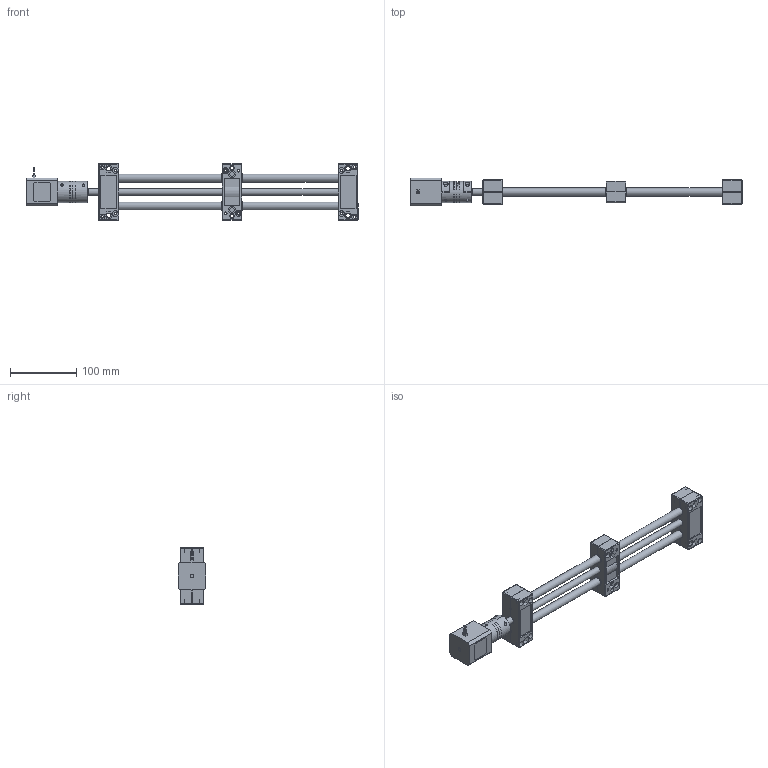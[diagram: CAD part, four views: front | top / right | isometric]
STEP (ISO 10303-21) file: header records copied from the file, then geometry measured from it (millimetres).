
FILE_DESCRIPTION(/* description */ ('','CAx-IF Rec.Pracs.---Representation and Presentation of Product Manufacturing Information (PMI)---4.0---2014-10-13'),/* implementation_level */ '2;1');
FILE_NAME(/* name */ 'Linear_guide_rail v10.step',/* time_stamp */ '2025-01-19T14:20:59Z',/* author */ (''),/* organization */ (''),/* preprocessor_version */ 'ST-DEVELOPER v20',/* originating_system */ 'Autodesk Translation Framework v13.20.0.188',/* authorisation */ '');
FILE_SCHEMA (('AP242_MANAGED_MODEL_BASED_3D_ENGINEERING_MIM_LF { 1 0 10303 442 1 1 4 }'));
Length unit declared in the file: millimetre
Products named in the file (7): Linear_guide_rail; SHTP-01-12-300-150(AWM); SHTP-01-12-300-P3; SHTP-01-12-300-P2; SHTP-01-12-P1; HPC - DBC6; 85000-170043
Assembly tree (6 placements, depth 3):
  Linear_guide_rail
    SHTP-01-12-300-150(AWM)
      SHTP-01-12-300-P3
      SHTP-01-12-300-P2
      SHTP-01-12-P1
    HPC - DBC6
    85000-170043
Bounding box: 499.4 x 42 x 85 mm (x, y, z)
Volume: 430216.3 mm3; surface area: 119972.7 mm2
Topology: 5 solids, 5 shells, 637 faces, 1716 edges, 1132 vertices
Faces by surface type: plane 423, cylinder 194, cone 18, torus 2
Full cylindrical faces by diameter (mm): 1 x4, 2.459 x4, 3 x4, 4 x16, 4.917 x2, 5 x2, 5.5 x4, 6.3 x4, 6.6 x8, 7.15 x1, 8 x1, 8.8 x16, 9 x4, 9.91 x1, 12 x4, 22 x1, 31.8 x1, 35 x1
Entity records: 20751 total; most frequent: CARTESIAN_POINT 3885, DIRECTION 3508, ORIENTED_EDGE 3424, EDGE_CURVE 1712, AXIS2_PLACEMENT_3D 1182, LINE 1144, VECTOR 1144, VERTEX_POINT 1132
